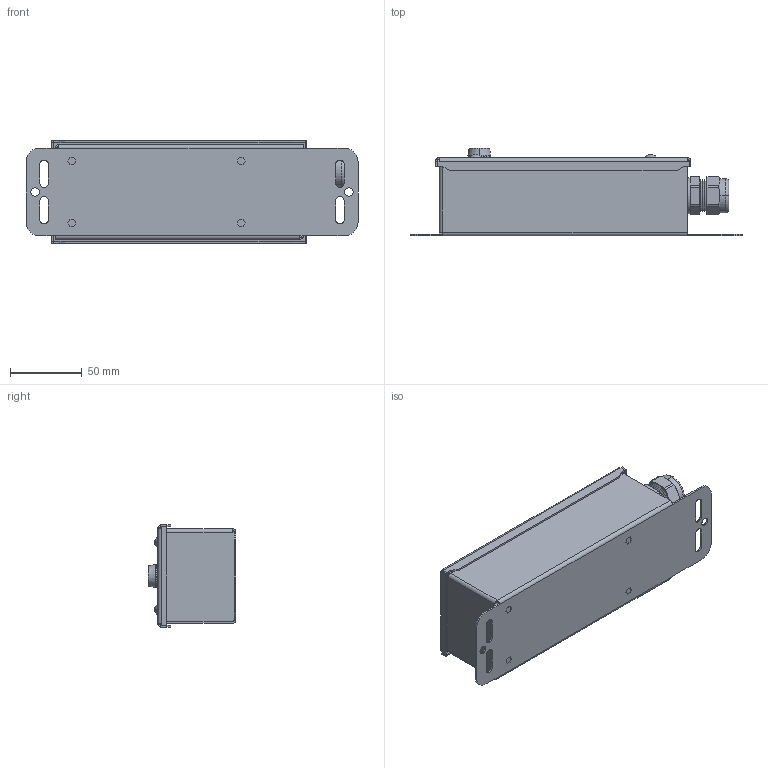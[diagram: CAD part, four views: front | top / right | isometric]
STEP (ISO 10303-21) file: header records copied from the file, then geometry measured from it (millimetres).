
FILE_DESCRIPTION((''),'2;1');
FILE_NAME('192618_ASM','2016-01-27T',('pdmadmin'),(''),'PRO/ENGINEER BY PARAMETRIC TECHNOLOGY CORPORATION, 2013230','PRO/ENGINEER BY PARAMETRIC TECHNOLOGY CORPORATION, 2013230','');
FILE_SCHEMA(('CONFIG_CONTROL_DESIGN'));
Length unit declared in the file: inch
Products named in the file (22): 121312; S-832-1; PEM_BSO-440-10; 11235; FH-632-6; 121312_ASM; 121313; 121313_A; FH-032-6; FH-623-8; 121313_ASM; 90025K143; 121583; 120320; 120409; 121689_BODY; 121689_NUT; 121689_ASM; 118536; 36835; 122518; 192618_ASM
Assembly tree (32 placements, depth 3):
  192618_ASM
    121312_ASM
      121312
      S-832-1  x4
      PEM_BSO-440-10  x4
      11235
      FH-632-6
    121313_ASM
      121313
      121313_A
      FH-032-6
      FH-623-8  x3
    90025K143
    121583
    120320  x4
    120409
    121689_ASM
      121689_BODY
      121689_NUT
    118536
    36835
    122518
Bounding box: 231.14 x 61.16 x 71.12 mm (x, y, z)
Volume: 92976.1 mm3; surface area: 150392.3 mm2
Topology: 29 solids, 33 shells, 852 faces, 1978 edges, 1228 vertices
Faces by surface type: plane 377, cylinder 288, cone 106, torus 49, bspline 22, sphere 10
Entity records: 24685 total; most frequent: CARTESIAN_POINT 7956, DIRECTION 3593, ORIENTED_EDGE 3240, EDGE_CURVE 1622, AXIS2_PLACEMENT_3D 1386, VERTEX_POINT 996, VECTOR 821, LINE 821
